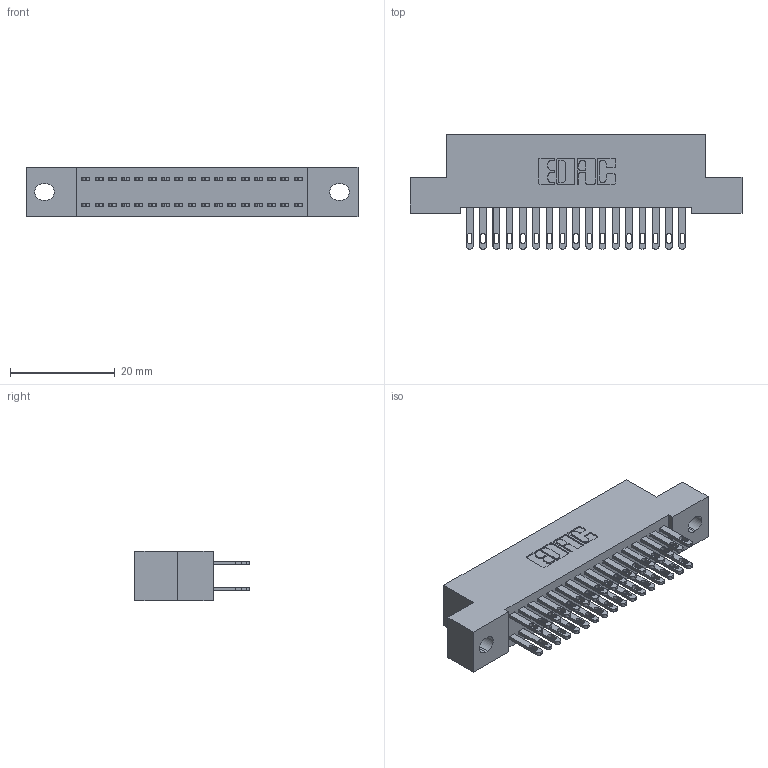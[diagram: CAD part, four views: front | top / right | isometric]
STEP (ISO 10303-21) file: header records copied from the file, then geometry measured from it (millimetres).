
FILE_DESCRIPTION (( 'STEP AP203' ), '1' );
FILE_NAME ('342-034-500-202.STEP', '2019-10-02T11:53:47', ( '' ), ( '' ), 'SwSTEP 2.0', 'SolidWorks 2016', '' );
FILE_SCHEMA (( 'CONFIG_CONTROL_DESIGN' ));
Length unit declared in the file: inch
Products named in the file (3): 342 Part_.128 Slot; 345-292-001_345-293-100; 342-034-500-202
Assembly tree (35 placements, depth 2):
  342-034-500-202
    342 Part_.128 Slot
    345-292-001_345-293-100  x34
Bounding box: 63.5 x 21.85 x 9.4 mm (x, y, z)
Volume: 5638.9 mm3; surface area: 8647.7 mm2
Topology: 35 solids, 35 shells, 1746 faces, 5309 edges, 3538 vertices
Faces by surface type: plane 1090, cylinder 656
Entity records: 14103 total; most frequent: CARTESIAN_POINT 2366, ORIENTED_EDGE 2302, DIRECTION 2067, EDGE_CURVE 1151, LINE 1019, VECTOR 1019, VERTEX_POINT 766, AXIS2_PLACEMENT_3D 524
